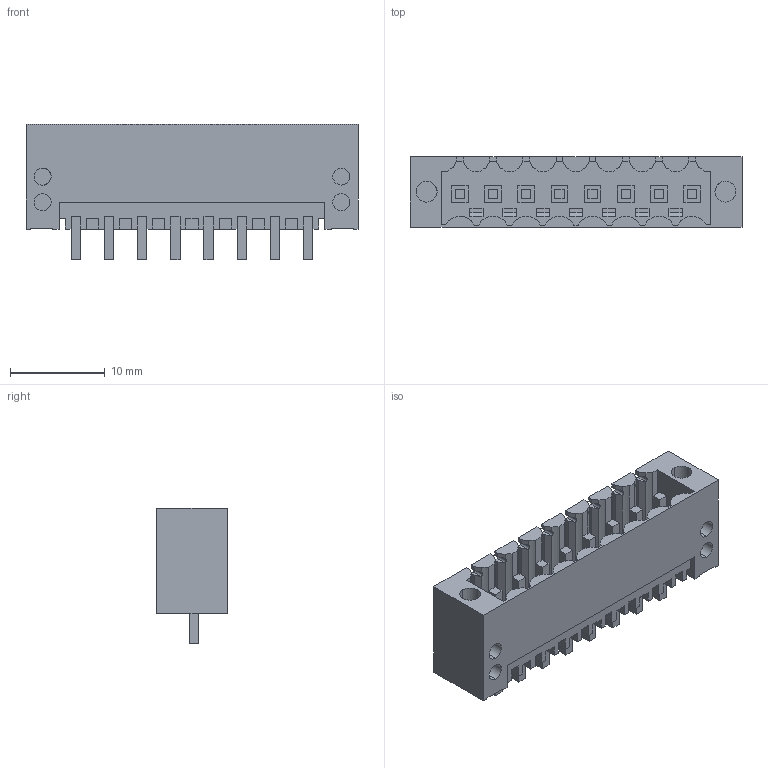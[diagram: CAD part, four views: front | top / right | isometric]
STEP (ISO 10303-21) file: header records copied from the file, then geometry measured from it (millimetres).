
FILE_DESCRIPTION(('CATIA V5 STEP Exchange','CAx-IF Rec.Pracs.--- Model Styling and Organization---1.2---2011-12-15'),'2;1');
FILE_NAME ('D1457298_0_1842830000_1842830000.stp','2018-03-13T13:27:25+00:00',('none'),('Weidmueller'),'CATIA Version 5-6 Release 2014','CATIA V5 STEP AP214','none');
FILE_SCHEMA(('AUTOMOTIVE_DESIGN { 1 0 10303 214 1 1 1 1 }'));
Length unit declared in the file: millimetre
Products named in the file (1): 1842830000
Bounding box: 35 x 7.45 x 14.25 mm (x, y, z)
Volume: 1337.9 mm3; surface area: 3232.1 mm2
Topology: 9 solids, 9 shells, 686 faces, 1983 edges, 1344 vertices
Faces by surface type: plane 608, cylinder 78
Entity records: 23476 total; most frequent: CARTESIAN_POINT 4939, ORIENTED_EDGE 3966, DIRECTION 3207, EDGE_CURVE 1983, VECTOR 1795, LINE 1795, VERTEX_POINT 1344, EDGE_LOOP 731
